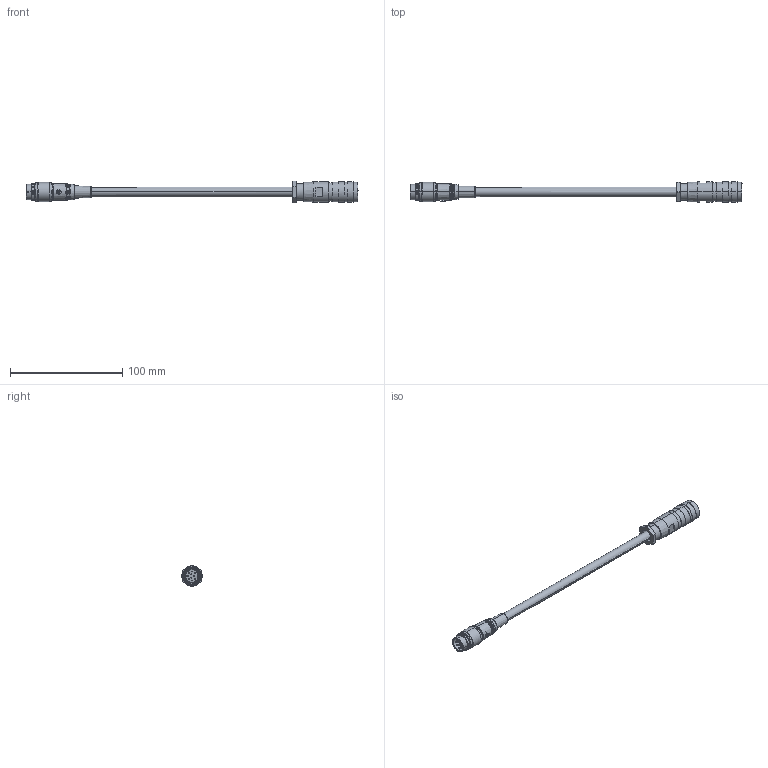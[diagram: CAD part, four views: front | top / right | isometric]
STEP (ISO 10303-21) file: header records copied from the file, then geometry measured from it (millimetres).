
FILE_DESCRIPTION (( 'STEP AP203' ), '1' );
FILE_NAME ('【3D】EA1413-0151_モータコード-パーツ-サット-ステップ.STEP', '2025-04-25T09:34:32', ( '' ), ( '' ), 'SwSTEP 2.0', 'SolidWorks 2021', '' );
FILE_SCHEMA (( 'CONFIG_CONTROL_DESIGN' ));
Length unit declared in the file: millimetre
Products named in the file (1): 【3D】EA1413-0151_モータコード-パーツ-サット-ステップ
Bounding box: 295.4 x 18.1 x 19.5 mm (x, y, z)
Surface area: 14387.1 mm2 (no closed solid volume)
Topology: 0 solids, 12 shells, 255 faces, 552 edges, 329 vertices
Faces by surface type: cylinder 92, cone 52, plane 45, sphere 42, torus 24
Entity records: 9830 total; most frequent: CARTESIAN_POINT 5369, ORIENTED_EDGE 1040, DIRECTION 556, EDGE_CURVE 534, B_SPLINE_CURVE_WITH_KNOTS 512, VERTEX_POINT 329, EDGE_LOOP 294, AXIS2_PLACEMENT_3D 278
